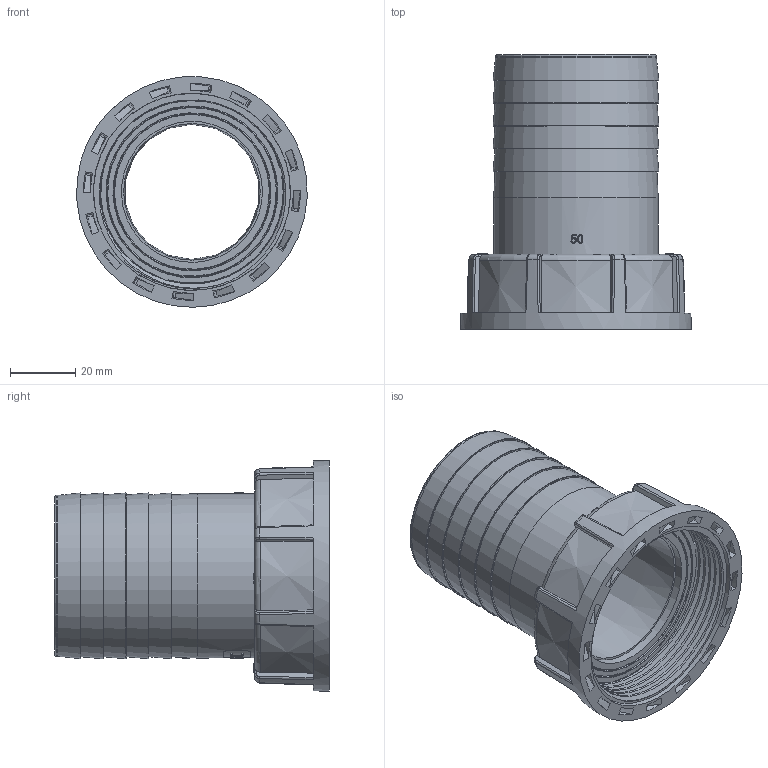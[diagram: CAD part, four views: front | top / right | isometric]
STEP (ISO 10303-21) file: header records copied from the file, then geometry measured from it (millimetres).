
FILE_DESCRIPTION(/* description */ (''),/* implementation_level */ '2;1');
FILE_NAME(/* name */ '2x50.stp',/* time_stamp */ '2025-03-31T20:36:28+08:00',/* author */ (''),/* organization */ (''),/* preprocessor_version */ 'ST-DEVELOPER v16.7',/* originating_system */ 'SIEMENS PLM Software NX 12.0',/* authorisation */ '');
FILE_SCHEMA (('AP203_CONFIGURATION_CONTROLLED_3D_DESIGN_OF_MECHANICAL_PARTS_AND_ASSEMBLIES_MIM_LF { 1 0 10303 403 2 1 2}'));
Length unit declared in the file: millimetre
Products named in the file (1): Admi2FC8DEE0zkko
Bounding box: 70.88 x 84.5 x 70.91 mm (x, y, z)
Volume: 73098.3 mm3; surface area: 41054.4 mm2
Topology: 3 solids, 3 shells, 466 faces, 1198 edges, 790 vertices
Faces by surface type: plane 223, cylinder 71, bspline 50, cone 50, extrusion 41, torus 26, sphere 5
Full cylindrical faces by diameter (mm): 0.976 x1, 1.473 x1, 2.378 x1, 3.587 x1, 43.36 x1, 47.6 x1, 48.62 x1, 49.5 x1, 50.6 x1, 51.6 x1, 51.85 x1, 52.87 x1, 56 x1, 56.11 x1, 56.656 x7
Entity records: 18145 total; most frequent: CARTESIAN_POINT 7774, ORIENTED_EDGE 2244, DIRECTION 1778, EDGE_CURVE 1122, VERTEX_POINT 766, AXIS2_PLACEMENT_3D 637, EDGE_LOOP 560, VECTOR 504
